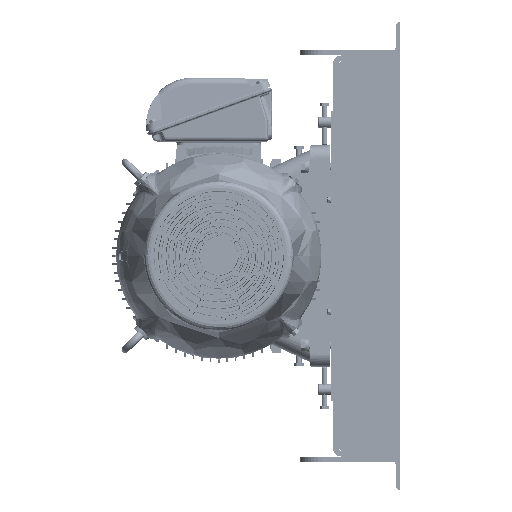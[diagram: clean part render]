
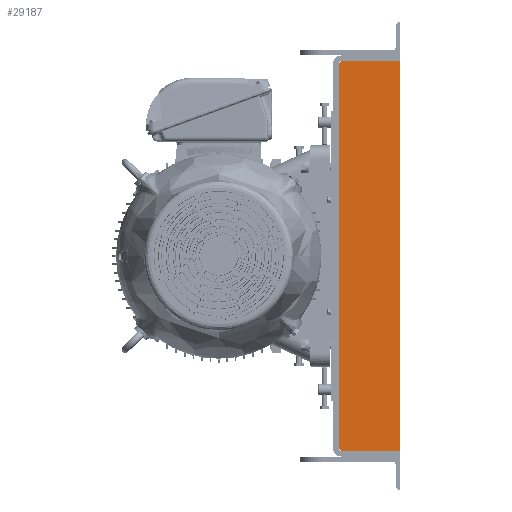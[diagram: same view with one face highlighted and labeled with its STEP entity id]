
A CAD part, left-side view. The second image highlights one B-rep face of the part: STEP entity #29187.
In plain terms, the highlighted planar face has unit normal (-1, 0, 0).
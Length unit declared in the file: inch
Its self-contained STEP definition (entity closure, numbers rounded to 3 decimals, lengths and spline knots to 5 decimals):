
#1330 = VERTEX_POINT ( 'NONE', #206781 ) ;
#6767 = VECTOR ( 'NONE', #230423, 39.37008 ) ;
#29187 = ADVANCED_FACE ( 'NONE', ( #479432 ), #456727, .T. ) ;
#32660 = DIRECTION ( 'NONE',  ( 0., 0.707, 0.707 ) ) ;
#33658 = CARTESIAN_POINT ( 'NONE',  ( 0., 5.25, -35.5 ) ) ;
#44169 = EDGE_CURVE ( 'NONE', #92799, #362810, #186368, .T. ) ;
#67069 = DIRECTION ( 'NONE',  ( -1., 0., 0. ) ) ;
#92799 = VERTEX_POINT ( 'NONE', #400966 ) ;
#100679 = EDGE_CURVE ( 'NONE', #362810, #234609, #491728, .T. ) ;
#111082 = ORIENTED_EDGE ( 'NONE', *, *, #447479, .F. ) ;
#116765 = CARTESIAN_POINT ( 'NONE',  ( 0., 5.25, -35.5 ) ) ;
#123019 = CARTESIAN_POINT ( 'NONE',  ( 0., 0., -35.5 ) ) ;
#135531 = ORIENTED_EDGE ( 'NONE', *, *, #481686, .F. ) ;
#144049 = CARTESIAN_POINT ( 'NONE',  ( 0., 5.25, -0.5 ) ) ;
#144694 = VECTOR ( 'NONE', #240244, 39.37008 ) ;
#153001 = ORIENTED_EDGE ( 'NONE', *, *, #169724, .F. ) ;
#168202 = CARTESIAN_POINT ( 'NONE',  ( 0., 0., -0.5 ) ) ;
#169724 = EDGE_CURVE ( 'NONE', #234609, #351109, #233889, .T. ) ;
#170350 = DIRECTION ( 'NONE',  ( 0., -1., 0. ) ) ;
#178882 = VECTOR ( 'NONE', #32660, 39.37008 ) ;
#182299 = ORIENTED_EDGE ( 'NONE', *, *, #44169, .F. ) ;
#186368 = LINE ( 'NONE', #298468, #523684 ) ;
#206781 = CARTESIAN_POINT ( 'NONE',  ( 0., 5.5, -0.75 ) ) ;
#230423 = DIRECTION ( 'NONE',  ( 0., -0.707, 0.707 ) ) ;
#233889 = LINE ( 'NONE', #33658, #247405 ) ;
#234609 = VERTEX_POINT ( 'NONE', #123019 ) ;
#239289 = LINE ( 'NONE', #330092, #178882 ) ;
#240244 = DIRECTION ( 'NONE',  ( 0., 0., 1. ) ) ;
#247405 = VECTOR ( 'NONE', #502423, 39.37008 ) ;
#261546 = CARTESIAN_POINT ( 'NONE',  ( 0., 5.5, -35.25 ) ) ;
#287096 = DIRECTION ( 'NONE',  ( 0., 0., 1. ) ) ;
#296756 = EDGE_CURVE ( 'NONE', #351109, #309123, #239289, .T. ) ;
#298468 = CARTESIAN_POINT ( 'NONE',  ( 0., 0., -0.5 ) ) ;
#303201 = VECTOR ( 'NONE', #328192, 39.37008 ) ;
#309123 = VERTEX_POINT ( 'NONE', #261546 ) ;
#328192 = DIRECTION ( 'NONE',  ( 0., 0., -1. ) ) ;
#330092 = CARTESIAN_POINT ( 'NONE',  ( 0., 5.5, -35.25 ) ) ;
#348415 = ORIENTED_EDGE ( 'NONE', *, *, #296756, .F. ) ;
#351109 = VERTEX_POINT ( 'NONE', #116765 ) ;
#354506 = AXIS2_PLACEMENT_3D ( 'NONE', #494478, #67069, #287096 ) ;
#362810 = VERTEX_POINT ( 'NONE', #168202 ) ;
#363747 = LINE ( 'NONE', #144049, #6767 ) ;
#373842 = LINE ( 'NONE', #498379, #144694 ) ;
#400966 = CARTESIAN_POINT ( 'NONE',  ( 0., 5.25, -0.5 ) ) ;
#447479 = EDGE_CURVE ( 'NONE', #1330, #92799, #363747, .T. ) ;
#454439 = CARTESIAN_POINT ( 'NONE',  ( 0., 0., -35.5 ) ) ;
#456727 = PLANE ( 'NONE',  #354506 ) ;
#479432 = FACE_OUTER_BOUND ( 'NONE', #497260, .T. ) ;
#481686 = EDGE_CURVE ( 'NONE', #309123, #1330, #373842, .T. ) ;
#491728 = LINE ( 'NONE', #454439, #303201 ) ;
#494478 = CARTESIAN_POINT ( 'NONE',  ( 0., 0., 0. ) ) ;
#497260 = EDGE_LOOP ( 'NONE', ( #554164, #182299, #111082, #135531, #348415, #153001 ) ) ;
#498379 = CARTESIAN_POINT ( 'NONE',  ( 0., 5.5, -0.75 ) ) ;
#502423 = DIRECTION ( 'NONE',  ( 0., 1., 0. ) ) ;
#523684 = VECTOR ( 'NONE', #170350, 39.37008 ) ;
#554164 = ORIENTED_EDGE ( 'NONE', *, *, #100679, .F. ) ;
